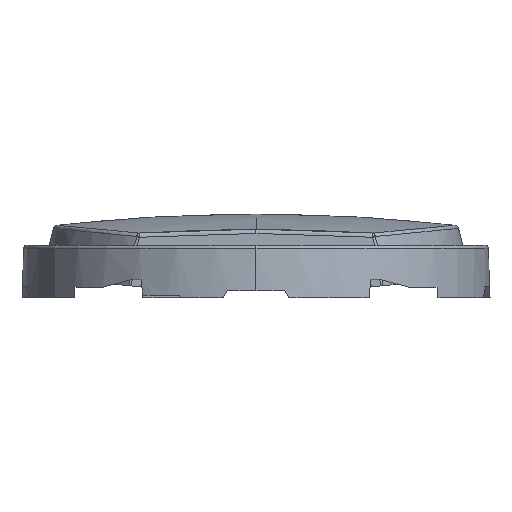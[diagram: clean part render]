
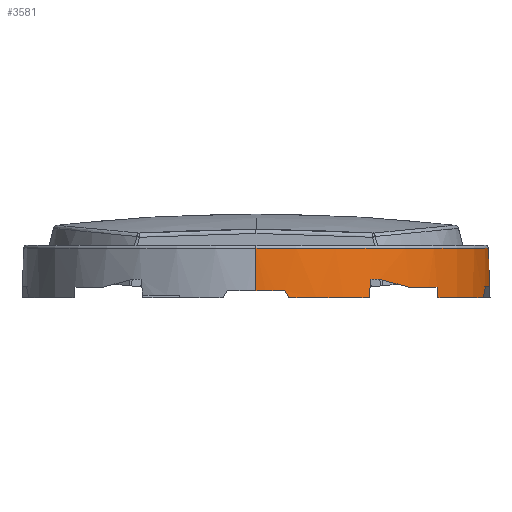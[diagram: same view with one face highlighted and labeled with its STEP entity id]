
A CAD part, left-side view. The second image highlights one B-rep face of the part: STEP entity #3581.
In plain terms, the highlighted conical face has half-angle 2 degrees and reference radius 26.5 mm.
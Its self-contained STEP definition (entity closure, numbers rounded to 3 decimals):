
#1949=AXIS2_PLACEMENT_3D('Circle Axis2P3D',#1947,#1948,$) ;
#2037=AXIS2_PLACEMENT_3D('Circle Axis2P3D',#2035,#2036,$) ;
#2083=AXIS2_PLACEMENT_3D('Circle Axis2P3D',#2081,#2082,$) ;
#2136=AXIS2_PLACEMENT_3D('Circle Axis2P3D',#2134,#2135,$) ;
#2175=AXIS2_PLACEMENT_3D('Circle Axis2P3D',#2173,#2174,$) ;
#2228=AXIS2_PLACEMENT_3D('Circle Axis2P3D',#2226,#2227,$) ;
#3551=AXIS2_PLACEMENT_3D('Cone Axis2P3D',#3548,#3549,#3550) ;
#3555=AXIS2_PLACEMENT_3D('Circle Axis2P3D',#3553,#3554,$) ;
#1947=CARTESIAN_POINT('Axis2P3D Location',(-35.5,0.,3.4)) ;
#1951=CARTESIAN_POINT('Vertex',(-61.772,-3.25,3.4)) ;
#1953=CARTESIAN_POINT('Vertex',(-61.972,0.,3.4)) ;
#2032=CARTESIAN_POINT('Vertex',(-41.8,-25.74,2.6)) ;
#2035=CARTESIAN_POINT('Axis2P3D Location',(-35.5,0.,2.6)) ;
#2039=CARTESIAN_POINT('Vertex',(-52.164,-20.605,2.6)) ;
#2063=CARTESIAN_POINT('Vertex',(-52.227,-20.5,3.8)) ;
#2067=CARTESIAN_POINT('Control Point',(-52.164,-20.605,2.6)) ;
#2068=CARTESIAN_POINT('Control Point',(-52.177,-20.584,2.84)) ;
#2069=CARTESIAN_POINT('Control Point',(-52.189,-20.563,3.08)) ;
#2070=CARTESIAN_POINT('Control Point',(-52.202,-20.542,3.32)) ;
#2071=CARTESIAN_POINT('Control Point',(-52.214,-20.521,3.56)) ;
#2072=CARTESIAN_POINT('Control Point',(-52.227,-20.5,3.8)) ;
#2081=CARTESIAN_POINT('Axis2P3D Location',(-35.5,0.,3.8)) ;
#2085=CARTESIAN_POINT('Vertex',(-55.468,-17.359,3.8)) ;
#2109=CARTESIAN_POINT('Vertex',(-57.914,-14.,4.7)) ;
#2113=CARTESIAN_POINT('Control Point',(-55.468,-17.359,3.8)) ;
#2114=CARTESIAN_POINT('Control Point',(-56.01,-16.725,3.97)) ;
#2115=CARTESIAN_POINT('Control Point',(-56.527,-16.071,4.145)) ;
#2116=CARTESIAN_POINT('Control Point',(-57.017,-15.398,4.325)) ;
#2117=CARTESIAN_POINT('Control Point',(-57.48,-14.707,4.511)) ;
#2118=CARTESIAN_POINT('Control Point',(-57.914,-14.,4.7)) ;
#2131=CARTESIAN_POINT('Vertex',(-58.508,-13.,4.7)) ;
#2134=CARTESIAN_POINT('Axis2P3D Location',(-35.5,0.,4.7)) ;
#2152=CARTESIAN_POINT('Control Point',(-58.508,-13.,4.7)) ;
#2153=CARTESIAN_POINT('Control Point',(-58.546,-12.963,4.28)) ;
#2154=CARTESIAN_POINT('Control Point',(-58.583,-12.927,3.86)) ;
#2155=CARTESIAN_POINT('Control Point',(-58.62,-12.89,3.44)) ;
#2156=CARTESIAN_POINT('Control Point',(-58.658,-12.853,3.02)) ;
#2157=CARTESIAN_POINT('Control Point',(-58.695,-12.816,2.6)) ;
#2158=CARTESIAN_POINT('Vertex',(-58.695,-12.816,2.6)) ;
#2173=CARTESIAN_POINT('Axis2P3D Location',(-35.5,0.,2.6)) ;
#2177=CARTESIAN_POINT('Vertex',(-61.739,-3.712,2.6)) ;
#2198=CARTESIAN_POINT('Control Point',(-61.739,-3.712,2.6)) ;
#2199=CARTESIAN_POINT('Control Point',(-61.746,-3.62,2.76)) ;
#2200=CARTESIAN_POINT('Control Point',(-61.753,-3.527,2.92)) ;
#2201=CARTESIAN_POINT('Control Point',(-61.76,-3.435,3.08)) ;
#2202=CARTESIAN_POINT('Control Point',(-61.766,-3.342,3.24)) ;
#2203=CARTESIAN_POINT('Control Point',(-61.772,-3.25,3.4)) ;
#2223=CARTESIAN_POINT('Vertex',(-35.5,-26.455,3.9)) ;
#2226=CARTESIAN_POINT('Axis2P3D Location',(-35.5,0.,3.9)) ;
#2230=CARTESIAN_POINT('Vertex',(-40.5,-25.978,3.9)) ;
#2248=CARTESIAN_POINT('Control Point',(-41.8,-25.74,2.6)) ;
#2249=CARTESIAN_POINT('Control Point',(-41.541,-25.794,2.859)) ;
#2250=CARTESIAN_POINT('Control Point',(-41.281,-25.845,3.119)) ;
#2251=CARTESIAN_POINT('Control Point',(-41.021,-25.893,3.379)) ;
#2252=CARTESIAN_POINT('Control Point',(-40.761,-25.937,3.639)) ;
#2253=CARTESIAN_POINT('Control Point',(-40.5,-25.978,3.9)) ;
#3516=CARTESIAN_POINT('Vertex',(-61.803,0.,8.247)) ;
#3524=CARTESIAN_POINT('Line Origine',(-61.897,0.,5.559)) ;
#3548=CARTESIAN_POINT('Axis2P3D Location',(-35.5,0.,2.6)) ;
#3553=CARTESIAN_POINT('Axis2P3D Location',(-35.5,0.,8.247)) ;
#3557=CARTESIAN_POINT('Vertex',(-35.5,-26.303,8.247)) ;
#3560=CARTESIAN_POINT('Line Origine',(-35.5,-26.397,5.559)) ;
#1948=DIRECTION('Axis2P3D Direction',(0.,0.,-1.)) ;
#2036=DIRECTION('Axis2P3D Direction',(0.,0.,1.)) ;
#2082=DIRECTION('Axis2P3D Direction',(0.,0.,-1.)) ;
#2135=DIRECTION('Axis2P3D Direction',(-0.,0.,1.)) ;
#2174=DIRECTION('Axis2P3D Direction',(0.,0.,1.)) ;
#2227=DIRECTION('Axis2P3D Direction',(0.,0.,-1.)) ;
#3525=DIRECTION('Vector Direction',(-0.035,0.,-0.999)) ;
#3549=DIRECTION('Axis2P3D Direction',(-0.,-0.,-1.)) ;
#3550=DIRECTION('Axis2P3D XDirection',(-1.,0.,0.)) ;
#3554=DIRECTION('Axis2P3D Direction',(0.,0.,1.)) ;
#3561=DIRECTION('Vector Direction',(0.,-0.035,-0.999)) ;
#3526=VECTOR('Line Direction',#3525,1.) ;
#3562=VECTOR('Line Direction',#3561,1.) ;
#3566=ORIENTED_EDGE('',*,*,#3559,.F.) ;
#3567=ORIENTED_EDGE('',*,*,#3528,.F.) ;
#3568=ORIENTED_EDGE('',*,*,#1955,.F.) ;
#3569=ORIENTED_EDGE('',*,*,#2204,.F.) ;
#3570=ORIENTED_EDGE('',*,*,#2179,.F.) ;
#3571=ORIENTED_EDGE('',*,*,#2160,.F.) ;
#3572=ORIENTED_EDGE('',*,*,#2138,.T.) ;
#3573=ORIENTED_EDGE('',*,*,#2119,.F.) ;
#3574=ORIENTED_EDGE('',*,*,#2087,.F.) ;
#3575=ORIENTED_EDGE('',*,*,#2073,.F.) ;
#3576=ORIENTED_EDGE('',*,*,#2041,.F.) ;
#3577=ORIENTED_EDGE('',*,*,#2254,.T.) ;
#3578=ORIENTED_EDGE('',*,*,#2232,.F.) ;
#3579=ORIENTED_EDGE('',*,*,#3564,.F.) ;
#3581=ADVANCED_FACE('Bague',(#3580),#3552,.T.) ;
#2066=B_SPLINE_CURVE_WITH_KNOTS('',5,(#2067,#2068,#2069,#2070,#2071,#2072),.UNSPECIFIED.,.F.,.U.,(6,6),(0.,1.706),.UNSPECIFIED.) ;
#2112=B_SPLINE_CURVE_WITH_KNOTS('',5,(#2113,#2114,#2115,#2116,#2117,#2118),.UNSPECIFIED.,.F.,.U.,(6,6),(0.,6.025),.UNSPECIFIED.) ;
#2151=B_SPLINE_CURVE_WITH_KNOTS('',5,(#2152,#2153,#2154,#2155,#2156,#2157),.UNSPECIFIED.,.F.,.U.,(6,6),(0.,2.993),.UNSPECIFIED.) ;
#2197=B_SPLINE_CURVE_WITH_KNOTS('',5,(#2198,#2199,#2200,#2201,#2202,#2203),.UNSPECIFIED.,.F.,.U.,(6,6),(0.,1.307),.UNSPECIFIED.) ;
#2247=B_SPLINE_CURVE_WITH_KNOTS('',5,(#2248,#2249,#2250,#2251,#2252,#2253),.UNSPECIFIED.,.F.,.U.,(6,6),(0.,2.622),.UNSPECIFIED.) ;
#1950=CIRCLE('generated circle',#1949,26.472) ;
#2038=CIRCLE('generated circle',#2037,26.5) ;
#2084=CIRCLE('generated circle',#2083,26.458) ;
#2137=CIRCLE('generated circle',#2136,26.427) ;
#2176=CIRCLE('generated circle',#2175,26.5) ;
#2229=CIRCLE('generated circle',#2228,26.455) ;
#3556=CIRCLE('generated circle',#3555,26.303) ;
#3552=CONICAL_SURFACE('Cone',#3551,26.5,0.035) ;
#1955=EDGE_CURVE('',#1952,#1954,#1950,.T.) ;
#2041=EDGE_CURVE('',#2033,#2040,#2038,.F.) ;
#2073=EDGE_CURVE('',#2040,#2064,#2066,.T.) ;
#2087=EDGE_CURVE('',#2064,#2086,#2084,.T.) ;
#2119=EDGE_CURVE('',#2086,#2110,#2112,.T.) ;
#2138=EDGE_CURVE('',#2132,#2110,#2137,.T.) ;
#2160=EDGE_CURVE('',#2132,#2159,#2151,.T.) ;
#2179=EDGE_CURVE('',#2159,#2178,#2176,.F.) ;
#2204=EDGE_CURVE('',#2178,#1952,#2197,.T.) ;
#2232=EDGE_CURVE('',#2224,#2231,#2229,.T.) ;
#2254=EDGE_CURVE('',#2033,#2231,#2247,.T.) ;
#3528=EDGE_CURVE('',#1954,#3517,#3527,.F.) ;
#3559=EDGE_CURVE('',#3517,#3558,#3556,.T.) ;
#3564=EDGE_CURVE('',#3558,#2224,#3563,.T.) ;
#3565=EDGE_LOOP('',(#3566,#3567,#3568,#3569,#3570,#3571,#3572,#3573,#3574,#3575,#3576,#3577,#3578,#3579)) ;
#3580=FACE_OUTER_BOUND('',#3565,.T.) ;
#3527=LINE('Line',#3524,#3526) ;
#3563=LINE('Line',#3560,#3562) ;
#1952=VERTEX_POINT('',#1951) ;
#1954=VERTEX_POINT('',#1953) ;
#2033=VERTEX_POINT('',#2032) ;
#2040=VERTEX_POINT('',#2039) ;
#2064=VERTEX_POINT('',#2063) ;
#2086=VERTEX_POINT('',#2085) ;
#2110=VERTEX_POINT('',#2109) ;
#2132=VERTEX_POINT('',#2131) ;
#2159=VERTEX_POINT('',#2158) ;
#2178=VERTEX_POINT('',#2177) ;
#2224=VERTEX_POINT('',#2223) ;
#2231=VERTEX_POINT('',#2230) ;
#3517=VERTEX_POINT('',#3516) ;
#3558=VERTEX_POINT('',#3557) ;
